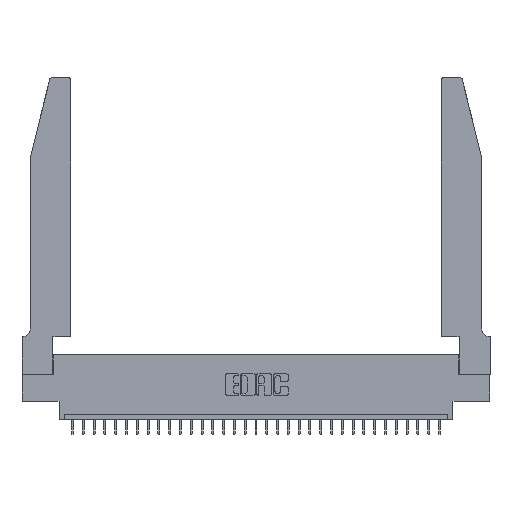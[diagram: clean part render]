
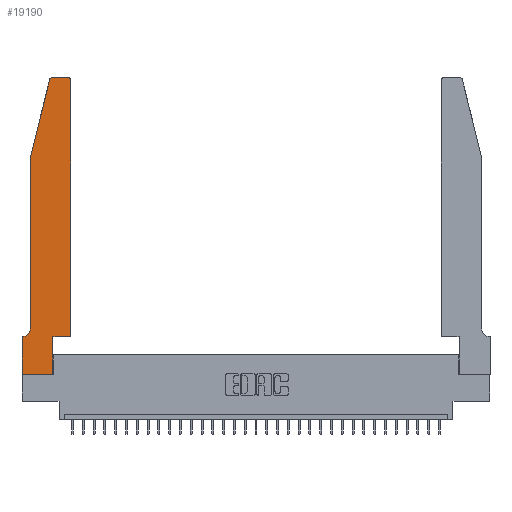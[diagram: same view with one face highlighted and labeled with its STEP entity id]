
A CAD part, top view. The second image highlights one B-rep face of the part: STEP entity #19190.
In plain terms, the highlighted planar face has unit normal (0, 0, 1).
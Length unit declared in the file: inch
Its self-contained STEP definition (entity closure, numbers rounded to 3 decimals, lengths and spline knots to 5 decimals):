
#1345 = EDGE_CURVE ( 'NONE', #27508, #24088, #29135, .T. ) ;
#1478 = CARTESIAN_POINT ( 'NONE',  ( 0.0055, 0.35, 0.37 ) ) ;
#2190 = AXIS2_PLACEMENT_3D ( 'NONE', #20406, #3421, #8344 ) ;
#2255 = DIRECTION ( 'NONE',  ( 0., -1., 0. ) ) ;
#2321 = VECTOR ( 'NONE', #2255, 39.37008 ) ;
#2398 = CARTESIAN_POINT ( 'NONE',  ( 0.2605, 2.75, 0.37 ) ) ;
#2596 = DIRECTION ( 'NONE',  ( 0., 1., 0. ) ) ;
#2681 = LINE ( 'NONE', #30269, #11179 ) ;
#2946 = CARTESIAN_POINT ( 'NONE',  ( 0.0755, 0.35, 0.37 ) ) ;
#3099 = EDGE_CURVE ( 'NONE', #25664, #8263, #19409, .T. ) ;
#3421 = DIRECTION ( 'NONE',  ( 0., 0., 1. ) ) ;
#3908 = VERTEX_POINT ( 'NONE', #24513 ) ;
#4671 = EDGE_CURVE ( 'NONE', #3908, #21593, #29494, .T. ) ;
#5145 = LINE ( 'NONE', #18050, #10579 ) ;
#5375 = AXIS2_PLACEMENT_3D ( 'NONE', #12519, #31908, #11877 ) ;
#5852 = VECTOR ( 'NONE', #31409, 39.37008 ) ;
#6285 = EDGE_CURVE ( 'NONE', #21593, #8589, #9084, .T. ) ;
#6449 = VERTEX_POINT ( 'NONE', #27991 ) ;
#6989 = AXIS2_PLACEMENT_3D ( 'NONE', #14141, #12181, #9740 ) ;
#7681 = CARTESIAN_POINT ( 'NONE',  ( 0.4505, 0.35, 0.37 ) ) ;
#8263 = VERTEX_POINT ( 'NONE', #14706 ) ;
#8344 = DIRECTION ( 'NONE',  ( 1., 0., 0. ) ) ;
#8513 = CARTESIAN_POINT ( 'NONE',  ( 0.2865, 0.35, 0.37 ) ) ;
#8589 = VERTEX_POINT ( 'NONE', #28673 ) ;
#9084 = CIRCLE ( 'NONE', #6989, 0.03 ) ;
#9228 = CIRCLE ( 'NONE', #23837, 0.07 ) ;
#9421 = VERTEX_POINT ( 'NONE', #1478 ) ;
#9740 = DIRECTION ( 'NONE',  ( 1., 0., 0. ) ) ;
#10196 = ORIENTED_EDGE ( 'NONE', *, *, #3099, .T. ) ;
#10524 = VECTOR ( 'NONE', #20812, 39.37008 ) ;
#10579 = VECTOR ( 'NONE', #12052, 39.37008 ) ;
#11179 = VECTOR ( 'NONE', #31216, 39.37008 ) ;
#11327 = LINE ( 'NONE', #21118, #10524 ) ;
#11526 = CARTESIAN_POINT ( 'NONE',  ( 0., 0., 0.37 ) ) ;
#11877 = DIRECTION ( 'NONE',  ( 1., 0., 0. ) ) ;
#12052 = DIRECTION ( 'NONE',  ( 0., 1., 0. ) ) ;
#12181 = DIRECTION ( 'NONE',  ( 0., 0., 1. ) ) ;
#12519 = CARTESIAN_POINT ( 'NONE',  ( 0., 0.35, 0.37 ) ) ;
#12533 = CARTESIAN_POINT ( 'NONE',  ( 0.2865, 0., 0.37 ) ) ;
#13436 = CARTESIAN_POINT ( 'NONE',  ( 0.0055, 0.42, 0.37 ) ) ;
#14141 = CARTESIAN_POINT ( 'NONE',  ( 0.284, 2.72, 0.37 ) ) ;
#14165 = VERTEX_POINT ( 'NONE', #16526 ) ;
#14409 = VERTEX_POINT ( 'NONE', #8513 ) ;
#14627 = CARTESIAN_POINT ( 'NONE',  ( 0., 0., 0.37 ) ) ;
#14706 = CARTESIAN_POINT ( 'NONE',  ( 0.0755, 0.42, 0.37 ) ) ;
#14955 = PLANE ( 'NONE',  #5375 ) ;
#14971 = LINE ( 'NONE', #22473, #21263 ) ;
#15003 = CARTESIAN_POINT ( 'NONE',  ( 0.4505, 2.72, 0.37 ) ) ;
#15742 = EDGE_CURVE ( 'NONE', #14409, #14165, #11327, .T. ) ;
#16526 = CARTESIAN_POINT ( 'NONE',  ( 0.4505, 0.35, 0.37 ) ) ;
#16680 = ORIENTED_EDGE ( 'NONE', *, *, #23388, .T. ) ;
#17119 = ORIENTED_EDGE ( 'NONE', *, *, #28342, .T. ) ;
#17403 = FACE_OUTER_BOUND ( 'NONE', #28400, .T. ) ;
#17490 = LINE ( 'NONE', #2946, #22171 ) ;
#17794 = LINE ( 'NONE', #7681, #22004 ) ;
#18050 = CARTESIAN_POINT ( 'NONE',  ( 0.2865, 0.35, 0.37 ) ) ;
#18127 = EDGE_CURVE ( 'NONE', #8589, #25664, #2681, .T. ) ;
#19190 = ADVANCED_FACE ( 'NONE', ( #17403 ), #14955, .T. ) ;
#19409 = LINE ( 'NONE', #26743, #2321 ) ;
#19510 = ORIENTED_EDGE ( 'NONE', *, *, #28526, .T. ) ;
#19601 = ORIENTED_EDGE ( 'NONE', *, *, #21384, .T. ) ;
#19666 = ORIENTED_EDGE ( 'NONE', *, *, #15742, .T. ) ;
#19902 = VECTOR ( 'NONE', #29802, 39.37008 ) ;
#20406 = CARTESIAN_POINT ( 'NONE',  ( 0.4205, 2.72, 0.37 ) ) ;
#20812 = DIRECTION ( 'NONE',  ( 1., 0., 0. ) ) ;
#21074 = DIRECTION ( 'NONE',  ( -1., 0., 0. ) ) ;
#21118 = CARTESIAN_POINT ( 'NONE',  ( 0.4505, 0.35, 0.37 ) ) ;
#21169 = ORIENTED_EDGE ( 'NONE', *, *, #4671, .T. ) ;
#21263 = VECTOR ( 'NONE', #30291, 39.37008 ) ;
#21384 = EDGE_CURVE ( 'NONE', #9421, #6449, #17490, .T. ) ;
#21593 = VERTEX_POINT ( 'NONE', #28239 ) ;
#22004 = VECTOR ( 'NONE', #2596, 39.37008 ) ;
#22171 = VECTOR ( 'NONE', #24825, 39.37008 ) ;
#22388 = VERTEX_POINT ( 'NONE', #15003 ) ;
#22473 = CARTESIAN_POINT ( 'NONE',  ( 0., 0., 0.37 ) ) ;
#23388 = EDGE_CURVE ( 'NONE', #8263, #9421, #9228, .T. ) ;
#23837 = AXIS2_PLACEMENT_3D ( 'NONE', #13436, #31311, #21074 ) ;
#24032 = EDGE_CURVE ( 'NONE', #6449, #27508, #14971, .T. ) ;
#24088 = VERTEX_POINT ( 'NONE', #12533 ) ;
#24513 = CARTESIAN_POINT ( 'NONE',  ( 0.4205, 2.75, 0.37 ) ) ;
#24825 = DIRECTION ( 'NONE',  ( -1., 0., 0. ) ) ;
#24913 = ORIENTED_EDGE ( 'NONE', *, *, #18127, .T. ) ;
#25662 = CIRCLE ( 'NONE', #2190, 0.03 ) ;
#25664 = VERTEX_POINT ( 'NONE', #31726 ) ;
#26040 = ORIENTED_EDGE ( 'NONE', *, *, #1345, .T. ) ;
#26743 = CARTESIAN_POINT ( 'NONE',  ( 0.0755, 2., 0.37 ) ) ;
#27508 = VERTEX_POINT ( 'NONE', #14627 ) ;
#27991 = CARTESIAN_POINT ( 'NONE',  ( 0., 0.35, 0.37 ) ) ;
#28239 = CARTESIAN_POINT ( 'NONE',  ( 0.284, 2.75, 0.37 ) ) ;
#28342 = EDGE_CURVE ( 'NONE', #14165, #22388, #17794, .T. ) ;
#28400 = EDGE_LOOP ( 'NONE', ( #21169, #30829, #24913, #10196, #16680, #19601, #30695, #26040, #31110, #19666, #17119, #19510 ) ) ;
#28526 = EDGE_CURVE ( 'NONE', #22388, #3908, #25662, .T. ) ;
#28673 = CARTESIAN_POINT ( 'NONE',  ( 0.25487, 2.72718, 0.37 ) ) ;
#28775 = EDGE_CURVE ( 'NONE', #24088, #14409, #5145, .T. ) ;
#29135 = LINE ( 'NONE', #11526, #5852 ) ;
#29494 = LINE ( 'NONE', #2398, #19902 ) ;
#29802 = DIRECTION ( 'NONE',  ( -1., 0., 0. ) ) ;
#30269 = CARTESIAN_POINT ( 'NONE',  ( 0.0755, 2., 0.37 ) ) ;
#30291 = DIRECTION ( 'NONE',  ( 0., -1., 0. ) ) ;
#30695 = ORIENTED_EDGE ( 'NONE', *, *, #24032, .T. ) ;
#30829 = ORIENTED_EDGE ( 'NONE', *, *, #6285, .T. ) ;
#31110 = ORIENTED_EDGE ( 'NONE', *, *, #28775, .T. ) ;
#31216 = DIRECTION ( 'NONE',  ( -0.239, -0.971, 0. ) ) ;
#31311 = DIRECTION ( 'NONE',  ( 0., 0., -1. ) ) ;
#31409 = DIRECTION ( 'NONE',  ( 1., 0., 0. ) ) ;
#31726 = CARTESIAN_POINT ( 'NONE',  ( 0.0755, 2., 0.37 ) ) ;
#31908 = DIRECTION ( 'NONE',  ( 0., 0., 1. ) ) ;
